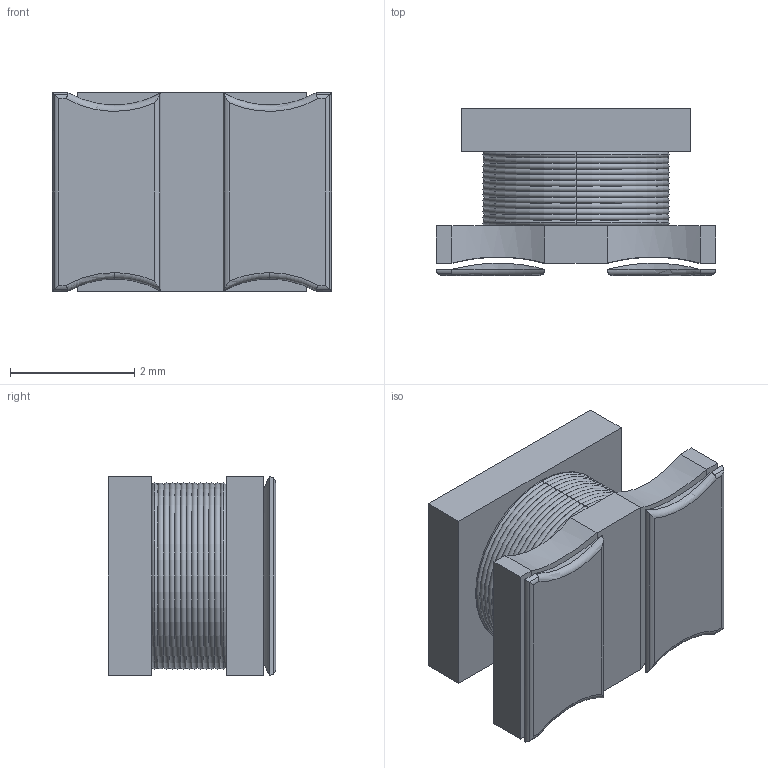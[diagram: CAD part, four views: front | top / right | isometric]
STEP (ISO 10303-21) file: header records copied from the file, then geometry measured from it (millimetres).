
FILE_DESCRIPTION (( 'STEP AP214' ), '1' );
FILE_NAME ('RLS-126-R.STEP', '2024-02-08T16:46:17', ( '' ), ( '' ), 'SwSTEP 2.0', 'SolidWorks 2021', '' );
FILE_SCHEMA (( 'AUTOMOTIVE_DESIGN' ));
Length unit declared in the file: millimetre
Products named in the file (1): RLS-126-R
Bounding box: 4.5 x 2.7 x 3.2 mm (x, y, z)
Volume: 25.7 mm3; surface area: 143.2 mm2
Topology: 6 solids, 6 shells, 140 faces, 288 edges, 158 vertices
Faces by surface type: torus 84, cylinder 32, plane 24
Entity records: 3871 total; most frequent: CARTESIAN_POINT 801, DIRECTION 712, ORIENTED_EDGE 576, AXIS2_PLACEMENT_3D 319, EDGE_CURVE 288, CIRCLE 178, VERTEX_POINT 158, ADVANCED_FACE 140
